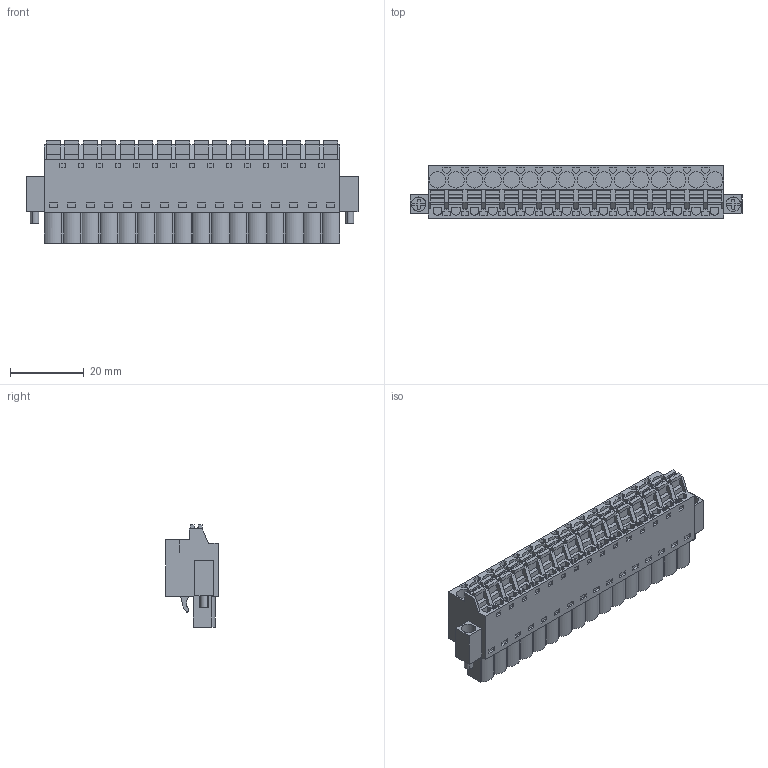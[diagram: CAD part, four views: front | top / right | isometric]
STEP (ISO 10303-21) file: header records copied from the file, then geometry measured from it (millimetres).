
FILE_DESCRIPTION(('CATIA V5 STEP Exchange','CAx-IF Rec.Pracs.--- Model Styling and Organization---1.2---2011-12-15'),'2;1');
FILE_NAME ('D1446720_0_1017390000_1017390000.stp','2017-04-27T10:23:19+00:00',('none'),('Weidmueller'),'CATIA Version 5-6 Release 2014','CATIA V5 STEP AP214','none');
FILE_SCHEMA(('AUTOMOTIVE_DESIGN { 1 0 10303 214 1 1 1 1 }'));
Length unit declared in the file: millimetre
Products named in the file (1): 1017390000
Bounding box: 89.8 x 14.2 x 27.73 mm (x, y, z)
Volume: 20460.1 mm3; surface area: 11270.2 mm2
Topology: 19 solids, 19 shells, 1385 faces, 4019 edges, 2805 vertices
Faces by surface type: plane 1245, cylinder 136, extrusion 4
Entity records: 44413 total; most frequent: CARTESIAN_POINT 8073, ORIENTED_EDGE 8038, DIRECTION 5759, EDGE_CURVE 4019, VECTOR 3704, LINE 3700, VERTEX_POINT 2805, EDGE_LOOP 1552
